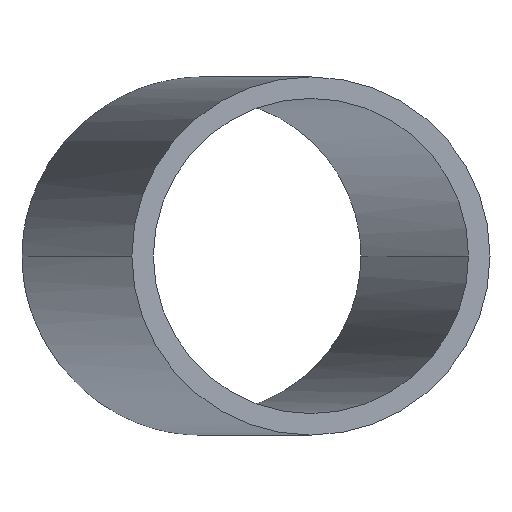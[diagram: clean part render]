
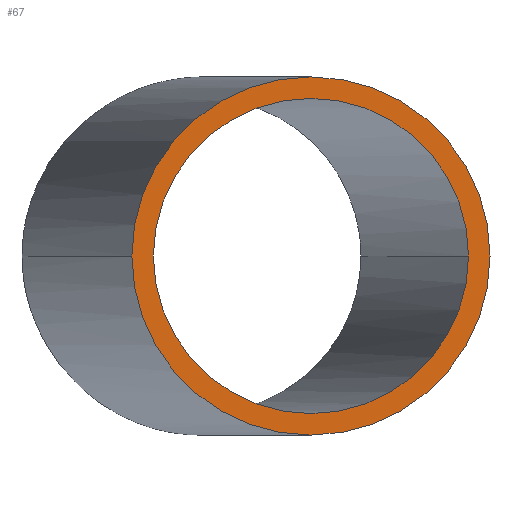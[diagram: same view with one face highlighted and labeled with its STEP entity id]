
A CAD part, left-side view. The second image highlights one B-rep face of the part: STEP entity #67.
In plain terms, the highlighted planar face has unit normal (-1, -0.021, 0).
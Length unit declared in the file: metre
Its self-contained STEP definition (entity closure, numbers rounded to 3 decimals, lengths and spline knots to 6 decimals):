
#67=ADVANCED_FACE('0:51',(#154,#155),#156,.T.);
#105=EDGE_CURVE('',#213,#214,#215,.T.);
#107=EDGE_CURVE('',#217,#218,#219,.T.);
#113=EDGE_CURVE('0:23',#218,#217,#225,.T.);
#115=EDGE_CURVE('0:25',#214,#213,#227,.T.);
#154=FACE_OUTER_BOUND('',#256,.T.);
#155=FACE_BOUND('',#257,.T.);
#156=PLANE('',#258);
#213=VERTEX_POINT('',#511);
#214=VERTEX_POINT('',#512);
#215=CIRCLE('',#513,0.011);
#217=VERTEX_POINT('',#516);
#218=VERTEX_POINT('',#517);
#219=CIRCLE('',#518,0.0125);
#225=CIRCLE('',#537,0.0125);
#227=CIRCLE('',#540,0.011);
#256=EDGE_LOOP('',(#669,#670));
#257=EDGE_LOOP('',(#671,#672));
#258=AXIS2_PLACEMENT_3D('',#673,#674,#675);
#511=CARTESIAN_POINT('',(-0.328297,0.161202,-0.006));
#512=CARTESIAN_POINT('',(-0.328751,0.183198,-0.006));
#513=AXIS2_PLACEMENT_3D('',#718,#719,#720);
#516=CARTESIAN_POINT('',(-0.328266,0.159703,-0.006));
#517=CARTESIAN_POINT('',(-0.328782,0.184697,-0.006));
#518=AXIS2_PLACEMENT_3D('',#721,#722,#723);
#537=AXIS2_PLACEMENT_3D('',#724,#725,#726);
#540=AXIS2_PLACEMENT_3D('',#727,#728,#729);
#669=ORIENTED_EDGE('',*,*,#113,.T.);
#670=ORIENTED_EDGE('',*,*,#107,.T.);
#671=ORIENTED_EDGE('',*,*,#115,.F.);
#672=ORIENTED_EDGE('',*,*,#105,.F.);
#673=CARTESIAN_POINT('',(-0.328524,0.1722,-0.006));
#674=DIRECTION('',(-1.,-0.021,0.0));
#675=DIRECTION('',(-0.021,1.,0.));
#718=CARTESIAN_POINT('',(-0.328524,0.1722,-0.006));
#719=DIRECTION('',(-1.,-0.021,0.0));
#720=DIRECTION('',(-0.021,1.,0.));
#721=CARTESIAN_POINT('',(-0.328524,0.1722,-0.006));
#722=DIRECTION('',(-1.,-0.021,0.0));
#723=DIRECTION('',(-0.021,1.,0.));
#724=CARTESIAN_POINT('',(-0.328524,0.1722,-0.006));
#725=DIRECTION('',(-1.,-0.021,0.0));
#726=DIRECTION('',(-0.021,1.,0.));
#727=CARTESIAN_POINT('',(-0.328524,0.1722,-0.006));
#728=DIRECTION('',(-1.,-0.021,0.0));
#729=DIRECTION('',(-0.021,1.,0.));
